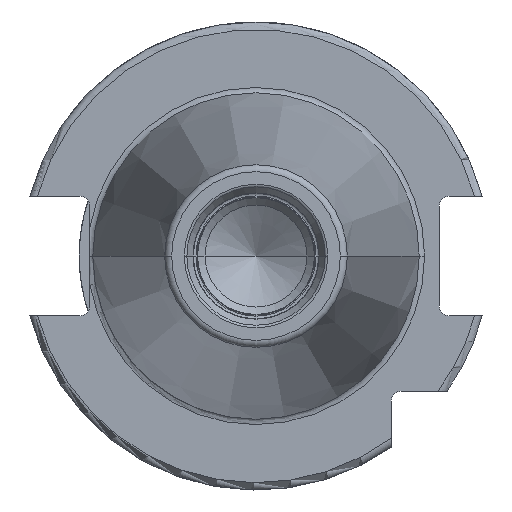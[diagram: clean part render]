
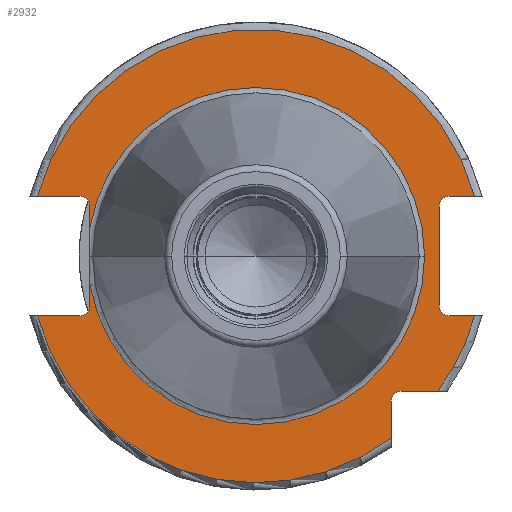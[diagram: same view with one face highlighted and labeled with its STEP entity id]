
A CAD part, left-side view. The second image highlights one B-rep face of the part: STEP entity #2932.
In plain terms, the highlighted planar face has unit normal (-1, 0, 0).
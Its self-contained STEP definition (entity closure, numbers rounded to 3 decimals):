
#105=CARTESIAN_POINT('',(3.2,22.55,-3.842));
#117=CARTESIAN_POINT('',(3.2,0.,0.));
#118=DIRECTION('',(-1.,0.,0.));
#119=DIRECTION('',(0.,0.986,-0.168));
#120=AXIS2_PLACEMENT_3D('',#117,#118,#119);
#142=CARTESIAN_POINT('',(3.2,23.9,-6.75));
#143=DIRECTION('',(1.,0.,0.));
#144=DIRECTION('',(0.,-1.,0.));
#145=AXIS2_PLACEMENT_3D('',#142,#143,#144);
#199=CARTESIAN_POINT('',(3.2,23.9,6.75));
#200=DIRECTION('',(1.,0.,0.));
#201=DIRECTION('',(0.,0.,1.));
#202=AXIS2_PLACEMENT_3D('',#199,#200,#201);
#244=CARTESIAN_POINT('',(3.2,-26.2,6.75));
#245=DIRECTION('',(1.,0.,0.));
#246=DIRECTION('',(0.,1.,0.));
#247=AXIS2_PLACEMENT_3D('',#244,#245,#246);
#718=CARTESIAN_POINT('',(3.2,-26.2,-6.75));
#719=DIRECTION('',(1.,0.,0.));
#720=DIRECTION('',(0.,0.,-1.));
#721=AXIS2_PLACEMENT_3D('',#718,#719,#720);
#785=DIRECTION('',(0.,0.,-1.));
#786=VECTOR('',#785,2.908);
#787=CARTESIAN_POINT('',(3.2,22.55,6.75));
#788=LINE('',#787,#786);
#789=DIRECTION('',(0.,-1.,0.));
#790=VECTOR('',#789,5.777);
#791=CARTESIAN_POINT('',(3.2,29.677,8.1));
#792=LINE('',#791,#790);
#793=CARTESIAN_POINT('',(3.2,0.,0.));
#794=DIRECTION('',(1.,0.,0.));
#795=DIRECTION('',(0.,0.965,0.263));
#796=AXIS2_PLACEMENT_3D('',#793,#794,#795);
#798=DIRECTION('',(0.,1.,0.));
#799=VECTOR('',#798,3.477);
#800=CARTESIAN_POINT('',(3.2,-29.677,8.1));
#801=LINE('',#800,#799);
#802=DIRECTION('',(0.,0.,1.));
#803=VECTOR('',#802,13.5);
#804=CARTESIAN_POINT('',(3.2,-24.85,-6.75));
#805=LINE('',#804,#803);
#806=DIRECTION('',(0.,1.,0.));
#807=VECTOR('',#806,3.477);
#808=CARTESIAN_POINT('',(3.2,-29.677,-8.1));
#809=LINE('',#808,#807);
#810=CARTESIAN_POINT('',(3.2,0.,0.));
#811=DIRECTION('',(-1.,0.,0.));
#812=DIRECTION('',(0.,-0.803,-0.597));
#813=AXIS2_PLACEMENT_3D('',#810,#811,#812);
#815=DIRECTION('',(0.,-1.,0.));
#816=VECTOR('',#815,4.99);
#817=CARTESIAN_POINT('',(3.2,-19.7,-18.35));
#818=LINE('',#817,#816);
#819=DIRECTION('',(0.,0.,1.));
#820=VECTOR('',#819,4.99);
#821=CARTESIAN_POINT('',(3.2,-18.35,-24.69));
#822=LINE('',#821,#820);
#823=CARTESIAN_POINT('',(3.2,0.,0.));
#824=DIRECTION('',(-1.,0.,0.));
#825=DIRECTION('',(0.,0.965,-0.263));
#826=AXIS2_PLACEMENT_3D('',#823,#824,#825);
#828=DIRECTION('',(0.,-1.,0.));
#829=VECTOR('',#828,5.777);
#830=CARTESIAN_POINT('',(3.2,29.677,-8.1));
#831=LINE('',#830,#829);
#832=DIRECTION('',(0.,0.,-1.));
#833=VECTOR('',#832,2.908);
#834=CARTESIAN_POINT('',(3.2,22.55,-3.842));
#835=LINE('',#834,#833);
#845=CARTESIAN_POINT('',(3.2,29.677,8.1));
#852=CARTESIAN_POINT('',(3.2,-29.677,8.1));
#1272=CARTESIAN_POINT('',(3.2,29.677,-8.1));
#1308=CARTESIAN_POINT('',(3.2,-29.677,-8.1));
#1335=CARTESIAN_POINT('',(3.2,-19.7,-19.7));
#1336=DIRECTION('',(1.,0.,0.));
#1337=DIRECTION('',(0.,1.,0.));
#1338=AXIS2_PLACEMENT_3D('',#1335,#1336,#1337);
#1406=CARTESIAN_POINT('',(3.2,22.55,3.842));
#1417=CARTESIAN_POINT('',(3.2,0.,0.));
#1418=DIRECTION('',(1.,0.,0.));
#1419=DIRECTION('',(0.,0.986,0.168));
#1420=AXIS2_PLACEMENT_3D('',#1417,#1418,#1419);
#1640=CARTESIAN_POINT('',(3.2,-22.875,0.));
#1642=VERTEX_POINT('',#1640);
#1782=VERTEX_POINT('',#1406);
#1784=VERTEX_POINT('',#105);
#1787=VERTEX_POINT('',#845);
#1788=VERTEX_POINT('',#852);
#1791=VERTEX_POINT('',#1272);
#1792=VERTEX_POINT('',#1308);
#1807=CARTESIAN_POINT('',(3.2,-18.35,-24.69));
#1808=VERTEX_POINT('',#1807);
#1810=CARTESIAN_POINT('',(3.2,23.9,-8.1));
#1812=VERTEX_POINT('',#1810);
#1814=CARTESIAN_POINT('',(3.2,23.9,8.1));
#1816=VERTEX_POINT('',#1814);
#1818=CARTESIAN_POINT('',(3.2,-24.85,-6.75));
#1820=VERTEX_POINT('',#1818);
#1822=CARTESIAN_POINT('',(3.2,-26.2,-8.1));
#1824=VERTEX_POINT('',#1822);
#1826=CARTESIAN_POINT('',(3.2,-26.2,8.1));
#1828=VERTEX_POINT('',#1826);
#1830=CARTESIAN_POINT('',(3.2,-24.85,6.75));
#1832=VERTEX_POINT('',#1830);
#1839=CARTESIAN_POINT('',(3.2,22.55,6.75));
#1840=VERTEX_POINT('',#1839);
#1841=CARTESIAN_POINT('',(3.2,22.55,-6.75));
#1842=VERTEX_POINT('',#1841);
#1843=CARTESIAN_POINT('',(3.2,-19.7,-18.35));
#1844=CARTESIAN_POINT('',(3.2,-24.69,-18.35));
#1845=VERTEX_POINT('',#1843);
#1846=VERTEX_POINT('',#1844);
#1847=CARTESIAN_POINT('',(3.2,-18.35,-19.7));
#1848=VERTEX_POINT('',#1847);
#2899=CARTESIAN_POINT('',(3.2,0.,0.));
#2900=DIRECTION('',(1.,0.,0.));
#2901=DIRECTION('',(0.,-1.,0.));
#2902=AXIS2_PLACEMENT_3D('',#2899,#2900,#2901);
#2903=PLANE('',#2902);
#2904=ORIENTED_EDGE('',*,*,#2127,.F.);
#2905=ORIENTED_EDGE('',*,*,#2213,.F.);
#2906=ORIENTED_EDGE('',*,*,#2248,.F.);
#2908=ORIENTED_EDGE('',*,*,#2907,.T.);
#2909=ORIENTED_EDGE('',*,*,#2274,.T.);
#2910=ORIENTED_EDGE('',*,*,#2310,.F.);
#2911=ORIENTED_EDGE('',*,*,#2326,.F.);
#2912=ORIENTED_EDGE('',*,*,#2798,.F.);
#2913=ORIENTED_EDGE('',*,*,#2832,.F.);
#2915=ORIENTED_EDGE('',*,*,#2914,.F.);
#2917=ORIENTED_EDGE('',*,*,#2916,.F.);
#2919=ORIENTED_EDGE('',*,*,#2918,.F.);
#2921=ORIENTED_EDGE('',*,*,#2920,.F.);
#2923=ORIENTED_EDGE('',*,*,#2922,.F.);
#2924=ORIENTED_EDGE('',*,*,#2872,.T.);
#2925=ORIENTED_EDGE('',*,*,#2145,.F.);
#2926=ORIENTED_EDGE('',*,*,#2132,.F.);
#2927=ORIENTED_EDGE('',*,*,#2099,.T.);
#2929=ORIENTED_EDGE('',*,*,#2928,.F.);
#2930=EDGE_LOOP('',(#2904,#2905,#2906,#2908,#2909,#2910,#2911,#2912,#2913,#2915,
#2917,#2919,#2921,#2923,#2924,#2925,#2926,#2927,#2929));
#2931=FACE_OUTER_BOUND('',#2930,.F.);
#2932=ADVANCED_FACE('',(#2931),#2903,.F.);
#121=CIRCLE('',#120,22.875);
#146=CIRCLE('',#145,1.35);
#203=CIRCLE('',#202,1.35);
#248=CIRCLE('',#247,1.35);
#722=CIRCLE('',#721,1.35);
#797=CIRCLE('',#796,30.763);
#814=CIRCLE('',#813,30.763);
#827=CIRCLE('',#826,30.763);
#1339=CIRCLE('',#1338,1.35);
#1421=CIRCLE('',#1420,22.875);
#2099=EDGE_CURVE('',#1784,#1642,#121,.T.);
#2127=EDGE_CURVE('',#1840,#1782,#788,.T.);
#2132=EDGE_CURVE('',#1784,#1842,#835,.T.);
#2145=EDGE_CURVE('',#1842,#1812,#146,.T.);
#2213=EDGE_CURVE('',#1816,#1840,#203,.T.);
#2248=EDGE_CURVE('',#1787,#1816,#792,.T.);
#2274=EDGE_CURVE('',#1788,#1828,#801,.T.);
#2310=EDGE_CURVE('',#1832,#1828,#248,.T.);
#2326=EDGE_CURVE('',#1820,#1832,#805,.T.);
#2798=EDGE_CURVE('',#1824,#1820,#722,.T.);
#2832=EDGE_CURVE('',#1792,#1824,#809,.T.);
#2872=EDGE_CURVE('',#1791,#1812,#831,.T.);
#2907=EDGE_CURVE('',#1787,#1788,#797,.T.);
#2914=EDGE_CURVE('',#1846,#1792,#814,.T.);
#2916=EDGE_CURVE('',#1845,#1846,#818,.T.);
#2918=EDGE_CURVE('',#1848,#1845,#1339,.T.);
#2920=EDGE_CURVE('',#1808,#1848,#822,.T.);
#2922=EDGE_CURVE('',#1791,#1808,#827,.T.);
#2928=EDGE_CURVE('',#1782,#1642,#1421,.T.);
